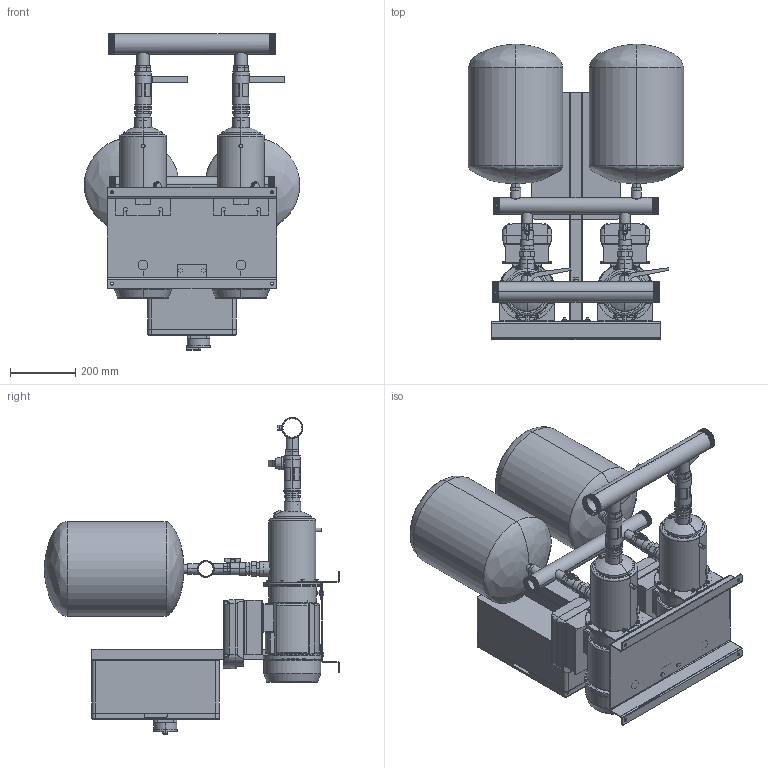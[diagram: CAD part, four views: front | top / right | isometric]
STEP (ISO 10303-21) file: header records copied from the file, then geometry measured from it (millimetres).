
FILE_DESCRIPTION (( 'STEP AP214' ), '1' );
FILE_NAME ('2EH 9-6_TE_ZB00064933.STEP', '2022-07-17T15:13:48', ( '' ), ( '' ), 'SwSTEP 2.0', 'SolidWorks 2020', '' );
FILE_SCHEMA (( 'AUTOMOTIVE_DESIGN' ));
Length unit declared in the file: millimetre
Products named in the file (1): 2EH 9-6_TE_ZB00064933
Bounding box: 660 x 905 x 971 mm (x, y, z)
Volume: 81058381.4 mm3; surface area: 4596036.5 mm2
Topology: 46 solids, 47 shells, 1640 faces, 3978 edges, 2559 vertices
Faces by surface type: plane 842, cylinder 573, cone 126, torus 51, bspline 38, sphere 10
Entity records: 86391 total; most frequent: CARTESIAN_POINT 30002, ORIENTED_EDGE 7944, DIRECTION 7648, EDGE_CURVE 3972, AXIS2_PLACEMENT_3D 2707, VERTEX_POINT 2559, VECTOR 2234, LINE 2234
